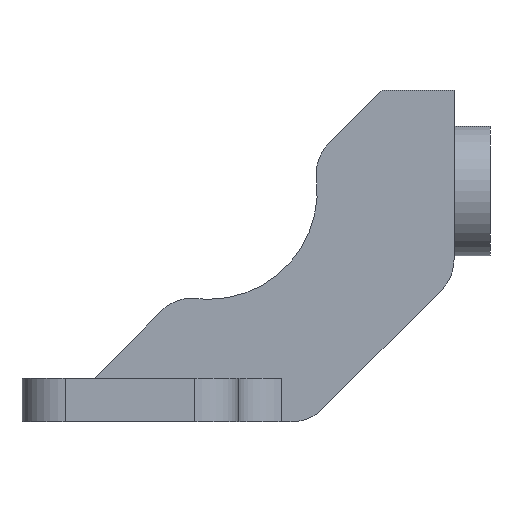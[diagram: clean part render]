
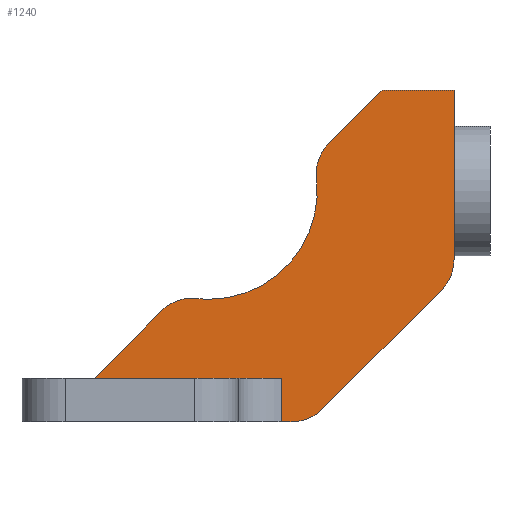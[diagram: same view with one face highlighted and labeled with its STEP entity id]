
A CAD part, left-side view. The second image highlights one B-rep face of the part: STEP entity #1240.
In plain terms, the highlighted planar face has unit normal (-1, 0, 0).
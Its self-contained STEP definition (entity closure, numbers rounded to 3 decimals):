
#16 = ORIENTED_EDGE ( 'NONE', *, *, #797, .T. ) ;
#20 = DIRECTION ( 'NONE',  ( 0., -1., 0. ) ) ;
#58 = CARTESIAN_POINT ( 'NONE',  ( -10., -24.121, 9.121 ) ) ;
#73 = DIRECTION ( 'NONE',  ( 0., 0.707, -0.707 ) ) ;
#83 = CARTESIAN_POINT ( 'NONE',  ( -10., -20., 23. ) ) ;
#117 = DIRECTION ( 'NONE',  ( 0., 0., -1. ) ) ;
#148 = DIRECTION ( 'NONE',  ( -1., 0., 0. ) ) ;
#152 = VERTEX_POINT ( 'NONE', #1645 ) ;
#154 = DIRECTION ( 'NONE',  ( 0., 0., -1. ) ) ;
#195 = VECTOR ( 'NONE', #1803, 1000. ) ;
#198 = CIRCLE ( 'NONE', #1519, 7.5 ) ;
#230 = EDGE_CURVE ( 'NONE', #940, #1241, #637, .T. ) ;
#242 = ORIENTED_EDGE ( 'NONE', *, *, #1334, .T. ) ;
#247 = VECTOR ( 'NONE', #814, 1000. ) ;
#249 = VERTEX_POINT ( 'NONE', #851 ) ;
#260 = CARTESIAN_POINT ( 'NONE',  ( -10., -13.757, 3. ) ) ;
#271 = CARTESIAN_POINT ( 'NONE',  ( -10., -25., 10. ) ) ;
#279 = CIRCLE ( 'NONE', #1343, 7.5 ) ;
#281 = VERTEX_POINT ( 'NONE', #688 ) ;
#296 = LINE ( 'NONE', #304, #1153 ) ;
#304 = CARTESIAN_POINT ( 'NONE',  ( -10., -25., 3. ) ) ;
#312 = VECTOR ( 'NONE', #73, 1000. ) ;
#327 = LINE ( 'NONE', #1465, #516 ) ;
#328 = VERTEX_POINT ( 'NONE', #988 ) ;
#335 = AXIS2_PLACEMENT_3D ( 'NONE', #260, #849, #1545 ) ;
#366 = VECTOR ( 'NONE', #577, 1000. ) ;
#500 = DIRECTION ( 'NONE',  ( 1., 0., 0. ) ) ;
#501 = CARTESIAN_POINT ( 'NONE',  ( -10., -6.81, 5.568 ) ) ;
#505 = CARTESIAN_POINT ( 'NONE',  ( -10., -15.452, 16.85 ) ) ;
#516 = VECTOR ( 'NONE', #20, 1000. ) ;
#541 = EDGE_CURVE ( 'NONE', #249, #152, #627, .T. ) ;
#577 = DIRECTION ( 'NONE',  ( 0., -0.707, 0.707 ) ) ;
#580 = ORIENTED_EDGE ( 'NONE', *, *, #1868, .F. ) ;
#581 = CARTESIAN_POINT ( 'NONE',  ( -10., 0., 3. ) ) ;
#583 = CIRCLE ( 'NONE', #1824, 3. ) ;
#584 = DIRECTION ( 'NONE',  ( 0., 0., -1. ) ) ;
#590 = CARTESIAN_POINT ( 'NONE',  ( -10., -8., 8.5 ) ) ;
#617 = CARTESIAN_POINT ( 'NONE',  ( -10., -4.689, 7.689 ) ) ;
#627 = LINE ( 'NONE', #83, #1733 ) ;
#637 = LINE ( 'NONE', #1212, #195 ) ;
#639 = DIRECTION ( 'NONE',  ( -1., 0., 0. ) ) ;
#666 = AXIS2_PLACEMENT_3D ( 'NONE', #726, #1165, #117 ) ;
#676 = VERTEX_POINT ( 'NONE', #590 ) ;
#688 = CARTESIAN_POINT ( 'NONE',  ( -10., -25., 23. ) ) ;
#691 = CARTESIAN_POINT ( 'NONE',  ( -10., -25., 11.243 ) ) ;
#709 = CARTESIAN_POINT ( 'NONE',  ( -10., -18.432, 17.19 ) ) ;
#726 = CARTESIAN_POINT ( 'NONE',  ( -10., 0., 0. ) ) ;
#751 = CARTESIAN_POINT ( 'NONE',  ( -10., -15.879, 0.879 ) ) ;
#764 = ORIENTED_EDGE ( 'NONE', *, *, #1764, .F. ) ;
#765 = ORIENTED_EDGE ( 'NONE', *, *, #1006, .T. ) ;
#772 = CIRCLE ( 'NONE', #887, 3. ) ;
#784 = ORIENTED_EDGE ( 'NONE', *, *, #1105, .T. ) ;
#797 = EDGE_CURVE ( 'NONE', #152, #1078, #583, .T. ) ;
#802 = EDGE_CURVE ( 'NONE', #1078, #676, #198, .T. ) ;
#814 = DIRECTION ( 'NONE',  ( 0., -1., 0. ) ) ;
#820 = CIRCLE ( 'NONE', #335, 3. ) ;
#849 = DIRECTION ( 'NONE',  ( -1., 0., 0. ) ) ;
#851 = CARTESIAN_POINT ( 'NONE',  ( -10., -20., 23. ) ) ;
#853 = CARTESIAN_POINT ( 'NONE',  ( -10., -7.15, 8.548 ) ) ;
#871 = CARTESIAN_POINT ( 'NONE',  ( -10., -8., 16. ) ) ;
#874 = FACE_OUTER_BOUND ( 'NONE', #1523, .T. ) ;
#881 = ORIENTED_EDGE ( 'NONE', *, *, #541, .T. ) ;
#887 = AXIS2_PLACEMENT_3D ( 'NONE', #501, #639, #959 ) ;
#892 = VERTEX_POINT ( 'NONE', #691 ) ;
#921 = CARTESIAN_POINT ( 'NONE',  ( -10., -20., 23. ) ) ;
#940 = VERTEX_POINT ( 'NONE', #980 ) ;
#959 = DIRECTION ( 'NONE',  ( 0., 0., -1. ) ) ;
#962 = VERTEX_POINT ( 'NONE', #581 ) ;
#977 = CARTESIAN_POINT ( 'NONE',  ( -10., -22., 11.243 ) ) ;
#980 = CARTESIAN_POINT ( 'NONE',  ( -10., -13., 3. ) ) ;
#988 = CARTESIAN_POINT ( 'NONE',  ( -10., -13.757, 0. ) ) ;
#1006 = EDGE_CURVE ( 'NONE', #892, #281, #296, .T. ) ;
#1039 = ORIENTED_EDGE ( 'NONE', *, *, #1277, .T. ) ;
#1041 = VERTEX_POINT ( 'NONE', #751 ) ;
#1057 = CARTESIAN_POINT ( 'NONE',  ( -10., -25., 3. ) ) ;
#1064 = VERTEX_POINT ( 'NONE', #58 ) ;
#1078 = VERTEX_POINT ( 'NONE', #505 ) ;
#1105 = EDGE_CURVE ( 'NONE', #1219, #1661, #772, .T. ) ;
#1125 = PLANE ( 'NONE',  #666 ) ;
#1153 = VECTOR ( 'NONE', #1758, 1000. ) ;
#1165 = DIRECTION ( 'NONE',  ( 1., 0., 0. ) ) ;
#1200 = ORIENTED_EDGE ( 'NONE', *, *, #1476, .T. ) ;
#1212 = CARTESIAN_POINT ( 'NONE',  ( -10., -13., 0. ) ) ;
#1219 = VERTEX_POINT ( 'NONE', #853 ) ;
#1240 = ADVANCED_FACE ( 'NONE', ( #874 ), #1125, .F. ) ;
#1241 = VERTEX_POINT ( 'NONE', #1877 ) ;
#1275 = DIRECTION ( 'NONE',  ( -1., 0., 0. ) ) ;
#1277 = EDGE_CURVE ( 'NONE', #1041, #1064, #1573, .T. ) ;
#1334 = EDGE_CURVE ( 'NONE', #1064, #892, #1673, .T. ) ;
#1343 = AXIS2_PLACEMENT_3D ( 'NONE', #1823, #500, #1663 ) ;
#1373 = CARTESIAN_POINT ( 'NONE',  ( -10., -20., 23. ) ) ;
#1381 = EDGE_CURVE ( 'NONE', #328, #1041, #820, .T. ) ;
#1441 = ORIENTED_EDGE ( 'NONE', *, *, #1773, .T. ) ;
#1449 = DIRECTION ( 'NONE',  ( 1., 0., 0. ) ) ;
#1465 = CARTESIAN_POINT ( 'NONE',  ( -10., -25., 0. ) ) ;
#1476 = EDGE_CURVE ( 'NONE', #1241, #328, #327, .T. ) ;
#1479 = ORIENTED_EDGE ( 'NONE', *, *, #1812, .T. ) ;
#1510 = LINE ( 'NONE', #1373, #247 ) ;
#1519 = AXIS2_PLACEMENT_3D ( 'NONE', #871, #1449, #154 ) ;
#1523 = EDGE_LOOP ( 'NONE', ( #1200, #1802, #1039, #242, #765, #764, #881, #16, #1790, #1441, #784, #1479, #580, #1798 ) ) ;
#1537 = LINE ( 'NONE', #921, #312 ) ;
#1545 = DIRECTION ( 'NONE',  ( 0., 0., -1. ) ) ;
#1573 = LINE ( 'NONE', #271, #366 ) ;
#1645 = CARTESIAN_POINT ( 'NONE',  ( -10., -16.311, 19.311 ) ) ;
#1646 = DIRECTION ( 'NONE',  ( 0., 1., 0. ) ) ;
#1649 = VECTOR ( 'NONE', #1646, 1000. ) ;
#1661 = VERTEX_POINT ( 'NONE', #617 ) ;
#1663 = DIRECTION ( 'NONE',  ( 0., 0., -1. ) ) ;
#1673 = CIRCLE ( 'NONE', #1703, 3. ) ;
#1703 = AXIS2_PLACEMENT_3D ( 'NONE', #977, #148, #1875 ) ;
#1733 = VECTOR ( 'NONE', #1861, 1000. ) ;
#1758 = DIRECTION ( 'NONE',  ( 0., 0., 1. ) ) ;
#1764 = EDGE_CURVE ( 'NONE', #249, #281, #1510, .T. ) ;
#1773 = EDGE_CURVE ( 'NONE', #676, #1219, #279, .T. ) ;
#1790 = ORIENTED_EDGE ( 'NONE', *, *, #802, .T. ) ;
#1798 = ORIENTED_EDGE ( 'NONE', *, *, #230, .T. ) ;
#1802 = ORIENTED_EDGE ( 'NONE', *, *, #1381, .T. ) ;
#1803 = DIRECTION ( 'NONE',  ( 0., 0., -1. ) ) ;
#1812 = EDGE_CURVE ( 'NONE', #1661, #962, #1537, .T. ) ;
#1823 = CARTESIAN_POINT ( 'NONE',  ( -10., -8., 16. ) ) ;
#1824 = AXIS2_PLACEMENT_3D ( 'NONE', #709, #1275, #584 ) ;
#1838 = LINE ( 'NONE', #1057, #1649 ) ;
#1861 = DIRECTION ( 'NONE',  ( 0., 0.707, -0.707 ) ) ;
#1868 = EDGE_CURVE ( 'NONE', #940, #962, #1838, .T. ) ;
#1875 = DIRECTION ( 'NONE',  ( 0., 0., -1. ) ) ;
#1877 = CARTESIAN_POINT ( 'NONE',  ( -10., -13., 0. ) ) ;
